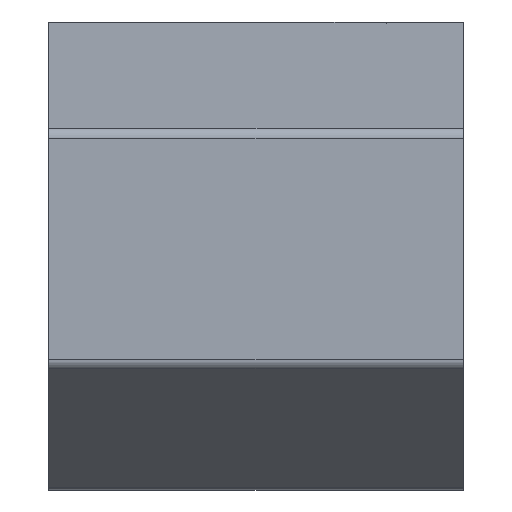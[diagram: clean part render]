
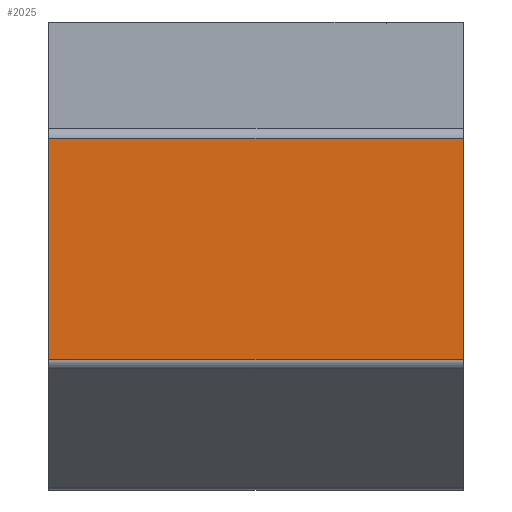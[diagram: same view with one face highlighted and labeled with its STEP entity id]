
A CAD part, front view. The second image highlights one B-rep face of the part: STEP entity #2025.
In plain terms, the highlighted planar face has unit normal (0, -1, 0).
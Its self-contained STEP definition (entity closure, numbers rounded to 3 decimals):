
#44 = PLANE('',#45);
#45 = AXIS2_PLACEMENT_3D('',#46,#47,#48);
#46 = CARTESIAN_POINT('',(0.,0.,
    -6.194));
#47 = DIRECTION('',(-1.,0.,0.));
#48 = DIRECTION('',(0.,0.,-1.));
#128 = PLANE('',#129);
#129 = AXIS2_PLACEMENT_3D('',#130,#131,#132);
#130 = CARTESIAN_POINT('',(38.1,0.,-6.194));
#131 = DIRECTION('',(-1.,0.,0.));
#132 = DIRECTION('',(0.,0.,-1.));
#394 = VERTEX_POINT('',#395);
#395 = CARTESIAN_POINT('',(0.,-48.75,-10.033));
#410 = CYLINDRICAL_SURFACE('',#411,1.);
#411 = AXIS2_PLACEMENT_3D('',#412,#413,#414);
#412 = CARTESIAN_POINT('',(0.,-47.75,-10.033));
#413 = DIRECTION('',(1.,0.,0.));
#414 = DIRECTION('',(0.,-0.642,-0.767
    ));
#422 = EDGE_CURVE('',#423,#394,#425,.T.);
#423 = VERTEX_POINT('',#424);
#424 = CARTESIAN_POINT('',(0.,-48.75,10.3));
#425 = SURFACE_CURVE('',#426,(#430,#437),.PCURVE_S1.);
#426 = LINE('',#427,#428);
#427 = CARTESIAN_POINT('',(0.,-48.75,11.));
#428 = VECTOR('',#429,1.);
#429 = DIRECTION('',(0.,0.,-1.));
#430 = PCURVE('',#44,#431);
#431 = DEFINITIONAL_REPRESENTATION('',(#432),#436);
#432 = LINE('',#433,#434);
#433 = CARTESIAN_POINT('',(-17.194,48.75));
#434 = VECTOR('',#435,1.);
#435 = DIRECTION('',(1.,0.));
#436 = ( GEOMETRIC_REPRESENTATION_CONTEXT(2) 
PARAMETRIC_REPRESENTATION_CONTEXT() REPRESENTATION_CONTEXT('2D SPACE',''
  ) );
#437 = PCURVE('',#438,#443);
#438 = PLANE('',#439);
#439 = AXIS2_PLACEMENT_3D('',#440,#441,#442);
#440 = CARTESIAN_POINT('',(0.,-48.75,11.));
#441 = DIRECTION('',(0.,1.,0.));
#442 = DIRECTION('',(0.,0.,-1.));
#443 = DEFINITIONAL_REPRESENTATION('',(#444),#448);
#444 = LINE('',#445,#446);
#445 = CARTESIAN_POINT('',(0.,0.));
#446 = VECTOR('',#447,1.);
#447 = DIRECTION('',(1.,0.));
#448 = ( GEOMETRIC_REPRESENTATION_CONTEXT(2) 
PARAMETRIC_REPRESENTATION_CONTEXT() REPRESENTATION_CONTEXT('2D SPACE',''
  ) );
#467 = CYLINDRICAL_SURFACE('',#468,1.);
#468 = AXIS2_PLACEMENT_3D('',#469,#470,#471);
#469 = CARTESIAN_POINT('',(0.,-47.75,10.3));
#470 = DIRECTION('',(1.,0.,0.));
#471 = DIRECTION('',(0.,-1.,0.));
#1058 = VERTEX_POINT('',#1059);
#1059 = CARTESIAN_POINT('',(38.1,-48.75,-10.033));
#1081 = EDGE_CURVE('',#1082,#1058,#1084,.T.);
#1082 = VERTEX_POINT('',#1083);
#1083 = CARTESIAN_POINT('',(38.1,-48.75,10.3));
#1084 = SURFACE_CURVE('',#1085,(#1089,#1096),.PCURVE_S1.);
#1085 = LINE('',#1086,#1087);
#1086 = CARTESIAN_POINT('',(38.1,-48.75,11.));
#1087 = VECTOR('',#1088,1.);
#1088 = DIRECTION('',(0.,0.,-1.));
#1089 = PCURVE('',#128,#1090);
#1090 = DEFINITIONAL_REPRESENTATION('',(#1091),#1095);
#1091 = LINE('',#1092,#1093);
#1092 = CARTESIAN_POINT('',(-17.194,48.75));
#1093 = VECTOR('',#1094,1.);
#1094 = DIRECTION('',(1.,0.));
#1095 = ( GEOMETRIC_REPRESENTATION_CONTEXT(2) 
PARAMETRIC_REPRESENTATION_CONTEXT() REPRESENTATION_CONTEXT('2D SPACE',''
  ) );
#1096 = PCURVE('',#438,#1097);
#1097 = DEFINITIONAL_REPRESENTATION('',(#1098),#1102);
#1098 = LINE('',#1099,#1100);
#1099 = CARTESIAN_POINT('',(0.,-38.1));
#1100 = VECTOR('',#1101,1.);
#1101 = DIRECTION('',(1.,0.));
#1102 = ( GEOMETRIC_REPRESENTATION_CONTEXT(2) 
PARAMETRIC_REPRESENTATION_CONTEXT() REPRESENTATION_CONTEXT('2D SPACE',''
  ) );
#1854 = EDGE_CURVE('',#423,#1082,#1855,.T.);
#1855 = SURFACE_CURVE('',#1856,(#1860,#1867),.PCURVE_S1.);
#1856 = LINE('',#1857,#1858);
#1857 = CARTESIAN_POINT('',(0.,-48.75,10.3)
  );
#1858 = VECTOR('',#1859,1.);
#1859 = DIRECTION('',(1.,0.,0.));
#1860 = PCURVE('',#467,#1861);
#1861 = DEFINITIONAL_REPRESENTATION('',(#1862),#1866);
#1862 = LINE('',#1863,#1864);
#1863 = CARTESIAN_POINT('',(-0.,0.));
#1864 = VECTOR('',#1865,1.);
#1865 = DIRECTION('',(-0.,1.));
#1866 = ( GEOMETRIC_REPRESENTATION_CONTEXT(2) 
PARAMETRIC_REPRESENTATION_CONTEXT() REPRESENTATION_CONTEXT('2D SPACE',''
  ) );
#1867 = PCURVE('',#438,#1868);
#1868 = DEFINITIONAL_REPRESENTATION('',(#1869),#1873);
#1869 = LINE('',#1870,#1871);
#1870 = CARTESIAN_POINT('',(0.7,0.));
#1871 = VECTOR('',#1872,1.);
#1872 = DIRECTION('',(0.,-1.));
#1873 = ( GEOMETRIC_REPRESENTATION_CONTEXT(2) 
PARAMETRIC_REPRESENTATION_CONTEXT() REPRESENTATION_CONTEXT('2D SPACE',''
  ) );
#2025 = ADVANCED_FACE('',(#2026),#438,.F.);
#2026 = FACE_BOUND('',#2027,.F.);
#2027 = EDGE_LOOP('',(#2028,#2029,#2030,#2031));
#2028 = ORIENTED_EDGE('',*,*,#422,.F.);
#2029 = ORIENTED_EDGE('',*,*,#1854,.T.);
#2030 = ORIENTED_EDGE('',*,*,#1081,.T.);
#2031 = ORIENTED_EDGE('',*,*,#2032,.F.);
#2032 = EDGE_CURVE('',#394,#1058,#2033,.T.);
#2033 = SURFACE_CURVE('',#2034,(#2038,#2045),.PCURVE_S1.);
#2034 = LINE('',#2035,#2036);
#2035 = CARTESIAN_POINT('',(0.,-48.75,-10.033));
#2036 = VECTOR('',#2037,1.);
#2037 = DIRECTION('',(1.,0.,0.));
#2038 = PCURVE('',#438,#2039);
#2039 = DEFINITIONAL_REPRESENTATION('',(#2040),#2044);
#2040 = LINE('',#2041,#2042);
#2041 = CARTESIAN_POINT('',(21.033,0.));
#2042 = VECTOR('',#2043,1.);
#2043 = DIRECTION('',(0.,-1.));
#2044 = ( GEOMETRIC_REPRESENTATION_CONTEXT(2) 
PARAMETRIC_REPRESENTATION_CONTEXT() REPRESENTATION_CONTEXT('2D SPACE',''
  ) );
#2045 = PCURVE('',#410,#2046);
#2046 = DEFINITIONAL_REPRESENTATION('',(#2047),#2051);
#2047 = LINE('',#2048,#2049);
#2048 = CARTESIAN_POINT('',(-0.874,0.));
#2049 = VECTOR('',#2050,1.);
#2050 = DIRECTION('',(-0.,1.));
#2051 = ( GEOMETRIC_REPRESENTATION_CONTEXT(2) 
PARAMETRIC_REPRESENTATION_CONTEXT() REPRESENTATION_CONTEXT('2D SPACE',''
  ) );
